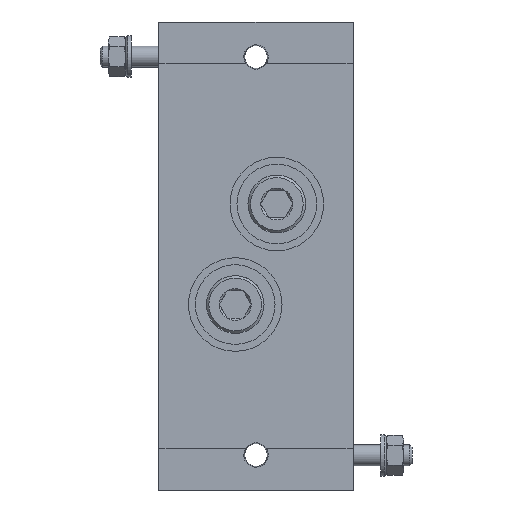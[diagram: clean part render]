
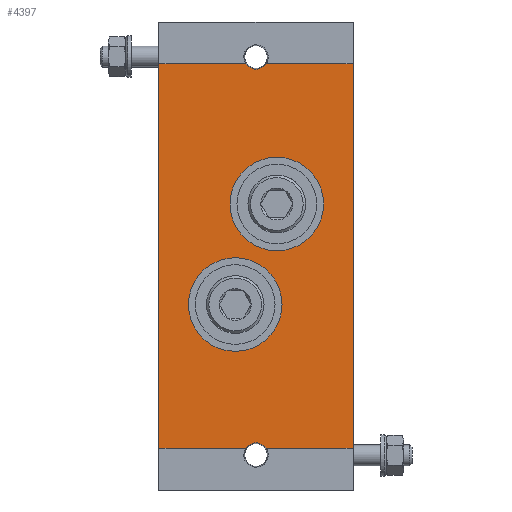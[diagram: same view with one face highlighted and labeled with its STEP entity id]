
A CAD part, front view. The second image highlights one B-rep face of the part: STEP entity #4397.
In plain terms, the highlighted planar face has unit normal (0, -1, 0).
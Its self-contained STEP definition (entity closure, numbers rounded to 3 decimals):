
#84=PLANE('',#4850);
#400=CIRCLE('',#4851,13.5);
#401=CIRCLE('',#4852,13.5);
#402=CIRCLE('',#4853,3.505);
#403=CIRCLE('',#4854,3.505);
#850=ORIENTED_EDGE('',*,*,#2006,.F.);
#851=ORIENTED_EDGE('',*,*,#2007,.F.);
#852=ORIENTED_EDGE('',*,*,#2008,.F.);
#853=ORIENTED_EDGE('',*,*,#1862,.T.);
#854=ORIENTED_EDGE('',*,*,#1888,.T.);
#855=ORIENTED_EDGE('',*,*,#1864,.F.);
#856=ORIENTED_EDGE('',*,*,#2009,.F.);
#857=ORIENTED_EDGE('',*,*,#1870,.F.);
#858=ORIENTED_EDGE('',*,*,#1939,.F.);
#859=ORIENTED_EDGE('',*,*,#1856,.T.);
#1856=EDGE_CURVE('',#2459,#2457,#2868,.T.);
#1862=EDGE_CURVE('',#2462,#2464,#2873,.T.);
#1864=EDGE_CURVE('',#2465,#2467,#2874,.T.);
#1870=EDGE_CURVE('',#2472,#2470,#2879,.T.);
#1888=EDGE_CURVE('',#2464,#2467,#2885,.T.);
#1939=EDGE_CURVE('',#2459,#2472,#2897,.T.);
#2006=EDGE_CURVE('',#2581,#2581,#400,.F.);
#2007=EDGE_CURVE('',#2582,#2582,#401,.F.);
#2008=EDGE_CURVE('',#2462,#2457,#402,.F.);
#2009=EDGE_CURVE('',#2470,#2465,#403,.F.);
#2457=VERTEX_POINT('',#6935);
#2459=VERTEX_POINT('',#6938);
#2462=VERTEX_POINT('',#6948);
#2464=VERTEX_POINT('',#6952);
#2465=VERTEX_POINT('',#6959);
#2467=VERTEX_POINT('',#6962);
#2470=VERTEX_POINT('',#6972);
#2472=VERTEX_POINT('',#6976);
#2581=VERTEX_POINT('',#7262);
#2582=VERTEX_POINT('',#7264);
#2868=LINE('',#6937,#3158);
#2873=LINE('',#6953,#3163);
#2874=LINE('',#6961,#3164);
#2879=LINE('',#6977,#3169);
#2885=LINE('',#7011,#3175);
#2897=LINE('',#7112,#3187);
#3158=VECTOR('',#5408,1000.);
#3163=VECTOR('',#5415,1000.);
#3164=VECTOR('',#5418,1000.);
#3169=VECTOR('',#5425,1000.);
#3175=VECTOR('',#5457,1000.);
#3187=VECTOR('',#5549,1000.);
#3475=EDGE_LOOP('',(#850));
#3476=EDGE_LOOP('',(#851));
#3477=EDGE_LOOP('',(#852,#853,#854,#855,#856,#857,#858,#859));
#3899=FACE_BOUND('',#3475,.T.);
#3900=FACE_BOUND('',#3476,.T.);
#3901=FACE_BOUND('',#3477,.T.);
#4397=ADVANCED_FACE('',(#3899,#3900,#3901),#84,.F.);
#4850=AXIS2_PLACEMENT_3D('',#7260,#5668,#5669);
#4851=AXIS2_PLACEMENT_3D('',#7261,#5670,#5671);
#4852=AXIS2_PLACEMENT_3D('',#7263,#5672,#5673);
#4853=AXIS2_PLACEMENT_3D('',#7265,#5674,#5675);
#4854=AXIS2_PLACEMENT_3D('',#7266,#5676,#5677);
#5408=DIRECTION('',(0.,0.,-1.));
#5415=DIRECTION('',(0.,0.,-1.));
#5418=DIRECTION('',(0.,0.,-1.));
#5425=DIRECTION('',(0.,0.,-1.));
#5457=DIRECTION('',(1.,0.,0.));
#5549=DIRECTION('',(1.,0.,0.));
#5668=DIRECTION('',(0.,1.,0.));
#5669=DIRECTION('',(0.,0.,1.));
#5670=DIRECTION('',(0.,1.,0.));
#5671=DIRECTION('',(0.,0.,1.));
#5672=DIRECTION('',(0.,1.,0.));
#5673=DIRECTION('',(0.,0.,1.));
#5674=DIRECTION('',(0.,1.,0.));
#5675=DIRECTION('',(0.,0.,1.));
#5676=DIRECTION('',(0.,1.,0.));
#5677=DIRECTION('',(0.,0.,1.));
#6935=CARTESIAN_POINT('',(-55.5,0.5,2.945));
#6937=CARTESIAN_POINT('',(-55.5,0.5,28.));
#6938=CARTESIAN_POINT('',(-55.5,0.5,28.));
#6948=CARTESIAN_POINT('',(-55.5,0.5,-2.945));
#6952=CARTESIAN_POINT('',(-55.5,0.5,-28.));
#6953=CARTESIAN_POINT('',(-55.5,0.5,28.));
#6959=CARTESIAN_POINT('',(55.5,0.5,-2.945));
#6961=CARTESIAN_POINT('',(55.5,0.5,28.));
#6962=CARTESIAN_POINT('',(55.5,0.5,-28.));
#6972=CARTESIAN_POINT('',(55.5,0.5,2.945));
#6976=CARTESIAN_POINT('',(55.5,0.5,28.));
#6977=CARTESIAN_POINT('',(55.5,0.5,28.));
#7011=CARTESIAN_POINT('',(-55.5,0.5,-28.));
#7112=CARTESIAN_POINT('',(-55.5,0.5,28.));
#7260=CARTESIAN_POINT('',(-55.5,0.5,28.));
#7261=CARTESIAN_POINT('',(15.,0.5,-6.));
#7262=CARTESIAN_POINT('',(15.,0.5,7.5));
#7263=CARTESIAN_POINT('',(-14.,0.5,6.));
#7264=CARTESIAN_POINT('',(-14.,0.5,19.5));
#7265=CARTESIAN_POINT('',(-57.4,0.5,0.));
#7266=CARTESIAN_POINT('',(57.4,0.5,0.));
